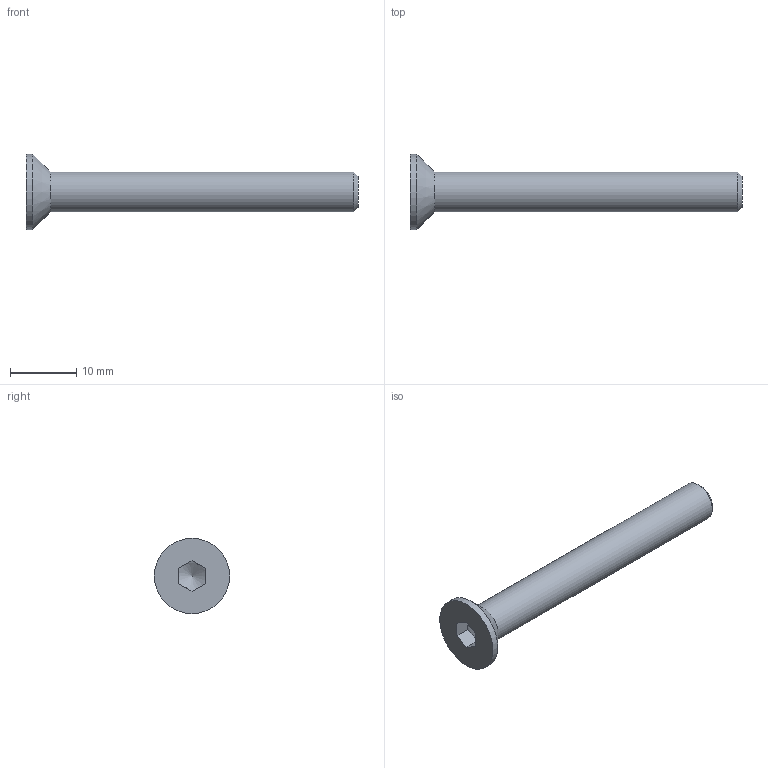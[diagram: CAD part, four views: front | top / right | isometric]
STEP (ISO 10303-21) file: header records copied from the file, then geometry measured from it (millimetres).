
FILE_DESCRIPTION(/* description */ ('Senkkopfschraube ISO 10642 - M6 x 50 rostfrei'),/* implementation_level */ '2;1');
FILE_NAME(/* name */ '212236-1.step',/* time_stamp */ '2021-08-27T14:02:13+02:00',/* author */ ('Oster'),/* organization */ (''),/* preprocessor_version */ 'ST-DEVELOPER v18.1',/* originating_system */ 'Autodesk Inventor 2021',/* authorisation */ '');
FILE_SCHEMA (('AUTOMOTIVE_DESIGN { 1 0 10303 214 3 1 1 }'));
Length unit declared in the file: millimetre
Products named in the file (1): leer
Bounding box: 50 x 11.34 x 11.34 mm (x, y, z)
Volume: 1536.2 mm3; surface area: 1168.9 mm2
Topology: 1 solids, 1 shells, 13 faces, 31 edges, 20 vertices
Faces by surface type: plane 8, cone 3, cylinder 2
Full cylindrical faces by diameter (mm): 6 x1, 11.34 x1
Entity records: 402 total; most frequent: CARTESIAN_POINT 78, ORIENTED_EDGE 60, DIRECTION 57, EDGE_CURVE 30, VERTEX_POINT 20, AXIS2_PLACEMENT_3D 20, LINE 17, VECTOR 17
